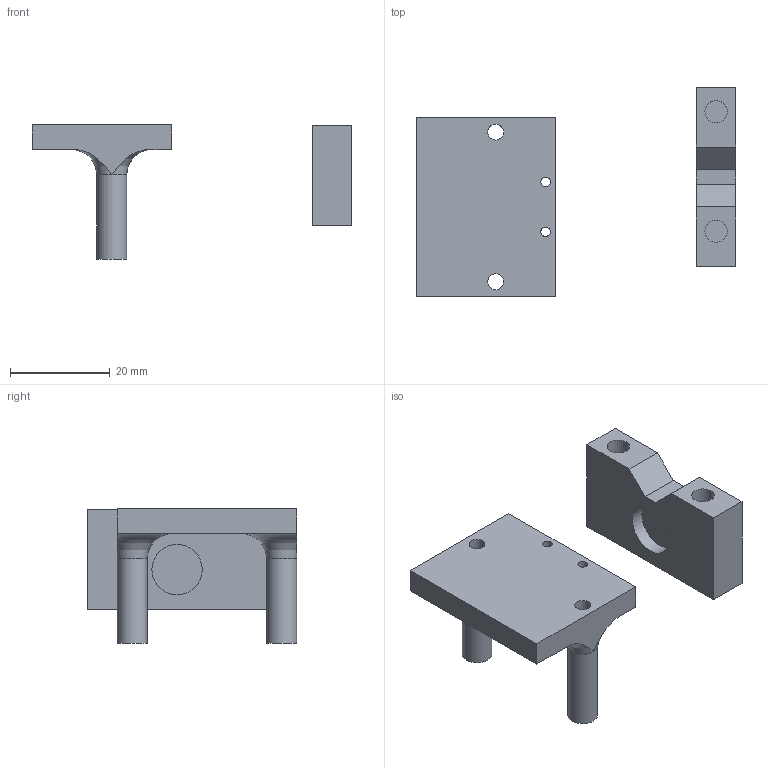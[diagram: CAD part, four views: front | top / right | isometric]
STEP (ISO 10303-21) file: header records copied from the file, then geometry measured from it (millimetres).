
FILE_DESCRIPTION(/* description */ ('STEP AP242','CAx-IF Rec.Pracs.---Representation and Presentation of Product Manufacturing Information (PMI)---4.0---2014-10-13','CAx-IF Rec.Pracs.---3D Tessellated Geometry---0.4---2014-09-14','2;1'),/* implementation_level */ '2;1');
FILE_NAME(/* name */ '68357b27b0d4232e8b1c1dcc',/* time_stamp */ '2025-05-27T08:43:20Z',/* author */ (''),/* organization */ (''),/* preprocessor_version */ 'ST-DEVELOPER v20',/* originating_system */ 'ONSHAPE BY PTC INC, 1.198',/* authorisation */ ' ');
FILE_SCHEMA (('AP242_MANAGED_MODEL_BASED_3D_ENGINEERING_MIM_LF { 1 0 10303 442 1 1 4 }'));
Length unit declared in the file: metre
Products named in the file (2): Part 2; Part 1
Bounding box: 64.19 x 42 x 27 mm (x, y, z)
Volume: 11183.6 mm3; surface area: 6545.6 mm2
Topology: 2 solids, 2 shells, 32 faces, 77 edges, 52 vertices
Faces by surface type: plane 21, cylinder 9, torus 2
Full cylindrical faces by diameter (mm): 1.9 x2, 3.2 x2, 4.5 x2, 6 x2, 10.1 x1
Entity records: 910 total; most frequent: CARTESIAN_POINT 158, DIRECTION 146, ORIENTED_EDGE 124, EDGE_CURVE 62, AXIS2_PLACEMENT_3D 54, EDGE_LOOP 52, FACE_BOUND 52, VERTEX_POINT 46
